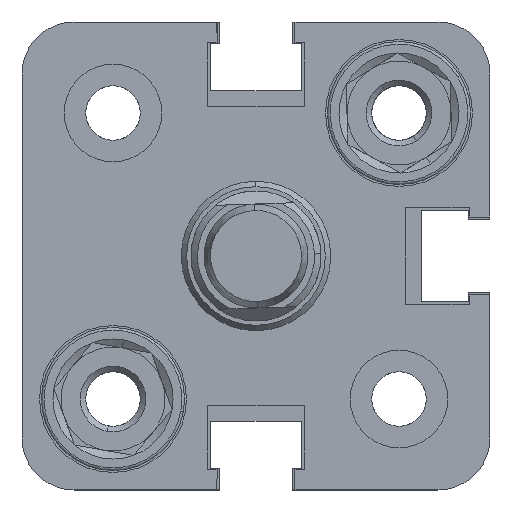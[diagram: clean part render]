
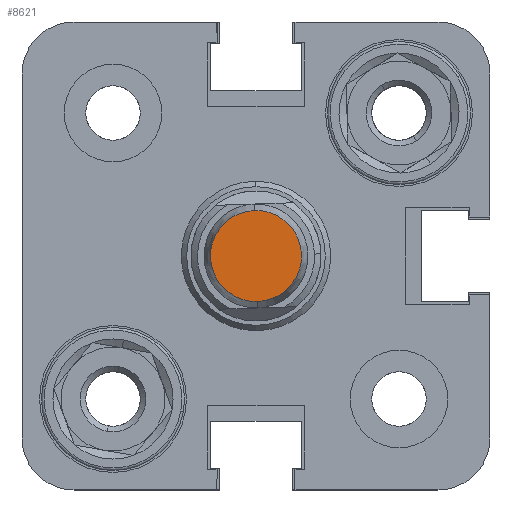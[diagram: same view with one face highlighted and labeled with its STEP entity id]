
A CAD part, left-side view. The second image highlights one B-rep face of the part: STEP entity #8621.
In plain terms, the highlighted face is planar.
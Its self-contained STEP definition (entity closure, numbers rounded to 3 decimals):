
#1232 = DIRECTION ( 'NONE',  ( 1., 0., 0. ) ) ;
#1301 = DIRECTION ( 'NONE',  ( 0., 0., 1. ) ) ;
#2284 = VERTEX_POINT ( 'NONE', #24179 ) ;
#4172 = AXIS2_PLACEMENT_3D ( 'NONE', #11944, #20441, #1301 ) ;
#5026 = DIRECTION ( 'NONE',  ( -1., 0., 0. ) ) ;
#6418 = CIRCLE ( 'NONE', #4172, 3.5 ) ;
#8621 = ADVANCED_FACE ( 'NONE', ( #11591 ), #20226, .F. ) ;
#9505 = ORIENTED_EDGE ( 'NONE', *, *, #12298, .T. ) ;
#9738 = CARTESIAN_POINT ( 'NONE',  ( 16., 0., 3.5 ) ) ;
#11591 = FACE_OUTER_BOUND ( 'NONE', #26752, .T. ) ;
#11944 = CARTESIAN_POINT ( 'NONE',  ( 16., 0., 0. ) ) ;
#12298 = EDGE_CURVE ( 'NONE', #2284, #26465, #18318, .T. ) ;
#13895 = AXIS2_PLACEMENT_3D ( 'NONE', #22226, #1232, #22355 ) ;
#16024 = DIRECTION ( 'NONE',  ( 0., 0., 1. ) ) ;
#18318 = CIRCLE ( 'NONE', #13895, 3.5 ) ;
#19914 = ORIENTED_EDGE ( 'NONE', *, *, #24567, .T. ) ;
#20226 = PLANE ( 'NONE',  #26504 ) ;
#20441 = DIRECTION ( 'NONE',  ( 1., 0., 0. ) ) ;
#22226 = CARTESIAN_POINT ( 'NONE',  ( 16., 0., 0. ) ) ;
#22352 = CARTESIAN_POINT ( 'NONE',  ( 16., 0., 0. ) ) ;
#22355 = DIRECTION ( 'NONE',  ( 0., 0., 1. ) ) ;
#24179 = CARTESIAN_POINT ( 'NONE',  ( 16., 0., -3.5 ) ) ;
#24567 = EDGE_CURVE ( 'NONE', #26465, #2284, #6418, .T. ) ;
#26465 = VERTEX_POINT ( 'NONE', #9738 ) ;
#26504 = AXIS2_PLACEMENT_3D ( 'NONE', #22352, #5026, #16024 ) ;
#26752 = EDGE_LOOP ( 'NONE', ( #19914, #9505 ) ) ;
